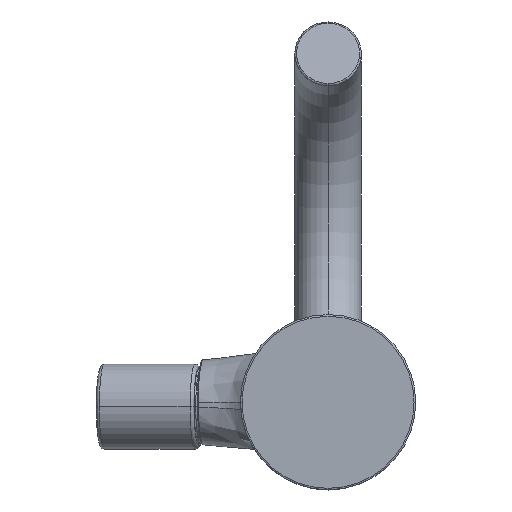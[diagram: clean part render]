
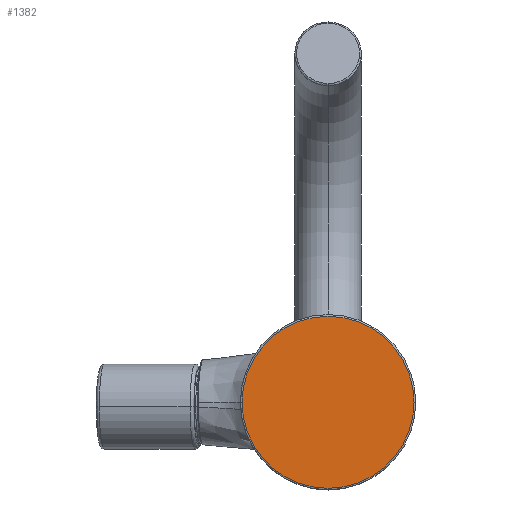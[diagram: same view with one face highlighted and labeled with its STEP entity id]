
A CAD part, front view. The second image highlights one B-rep face of the part: STEP entity #1382.
In plain terms, the highlighted planar face has unit normal (0, -1, 0).
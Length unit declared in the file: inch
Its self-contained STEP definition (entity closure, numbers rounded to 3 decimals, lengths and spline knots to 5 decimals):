
#12=CARTESIAN_POINT('',(0.,0.,0.));
#13=DIRECTION('',(0.,1.,0.));
#14=DIRECTION('',(-1.,0.,0.));
#15=AXIS2_PLACEMENT_3D('',#12,#13,#14);
#22=CARTESIAN_POINT('',(0.,0.,0.));
#23=DIRECTION('',(0.,1.,0.));
#24=DIRECTION('',(1.,0.,0.));
#25=AXIS2_PLACEMENT_3D('',#22,#23,#24);
#1249=CARTESIAN_POINT('',(0.96856,0.,0.));
#1250=CARTESIAN_POINT('',(-0.96856,0.,0.));
#1251=VERTEX_POINT('',#1249);
#1252=VERTEX_POINT('',#1250);
#1372=CARTESIAN_POINT('',(0.,0.,0.));
#1373=DIRECTION('',(0.,-1.,0.));
#1374=DIRECTION('',(-1.,0.,0.));
#1375=AXIS2_PLACEMENT_3D('',#1372,#1373,#1374);
#1376=PLANE('',#1375);
#1378=ORIENTED_EDGE('',*,*,#1377,.T.);
#1379=ORIENTED_EDGE('',*,*,#1362,.T.);
#1380=EDGE_LOOP('',(#1378,#1379));
#1381=FACE_OUTER_BOUND('',#1380,.F.);
#1382=ADVANCED_FACE('',(#1381),#1376,.T.);
#16=CIRCLE('',#15,0.96856);
#26=CIRCLE('',#25,0.96856);
#1362=EDGE_CURVE('',#1252,#1251,#16,.T.);
#1377=EDGE_CURVE('',#1251,#1252,#26,.T.);
